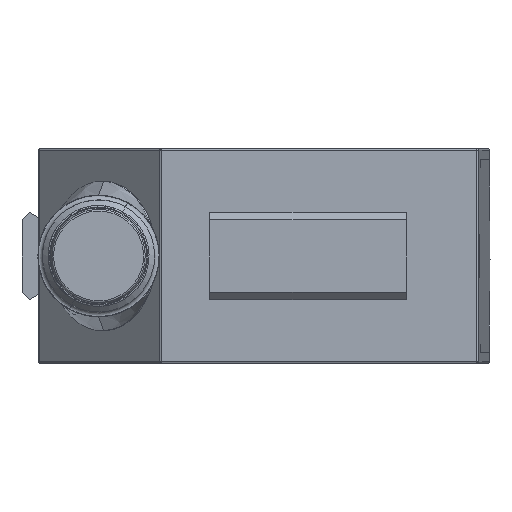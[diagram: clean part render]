
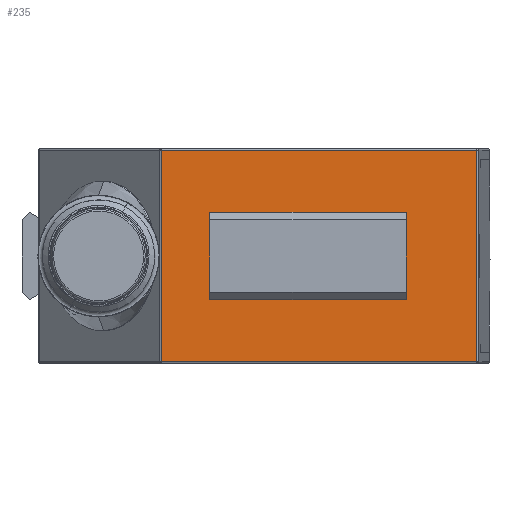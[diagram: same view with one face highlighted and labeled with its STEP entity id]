
A CAD part, front view. The second image highlights one B-rep face of the part: STEP entity #235.
In plain terms, the highlighted planar face has unit normal (0, -1, 0).
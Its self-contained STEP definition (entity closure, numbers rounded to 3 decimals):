
#235=ADVANCED_FACE('',(#730,#731),#732,.T.);
#730=FACE_OUTER_BOUND('',#3869,.T.);
#731=FACE_BOUND('',#3870,.T.);
#732=PLANE('',#3871);
#3869=EDGE_LOOP('',(#5855,#5856,#5857,#5858));
#3870=EDGE_LOOP('',(#5859,#5860,#5861,#5862));
#3871=AXIS2_PLACEMENT_3D('',#5863,#5864,#5865);
#5855=ORIENTED_EDGE('',*,*,#7083,.F.);
#5856=ORIENTED_EDGE('',*,*,#6918,.F.);
#5857=ORIENTED_EDGE('',*,*,#7084,.F.);
#5858=ORIENTED_EDGE('',*,*,#6956,.F.);
#5859=ORIENTED_EDGE('',*,*,#7085,.F.);
#5860=ORIENTED_EDGE('',*,*,#7086,.F.);
#5861=ORIENTED_EDGE('',*,*,#7087,.T.);
#5862=ORIENTED_EDGE('',*,*,#7088,.T.);
#5863=CARTESIAN_POINT('',(-24.799,-16.726,10.388));
#5864=DIRECTION('',(0.,-1.0,0.));
#5865=DIRECTION('',(-1.0,0.,0.));
#6918=EDGE_CURVE('',#7817,#7819,#7820,.T.);
#6956=EDGE_CURVE('',#7873,#7875,#7876,.F.);
#7083=EDGE_CURVE('',#7819,#7873,#8067,.T.);
#7084=EDGE_CURVE('',#7875,#7817,#8068,.F.);
#7085=EDGE_CURVE('',#8069,#8070,#8071,.T.);
#7086=EDGE_CURVE('',#8072,#8069,#8073,.T.);
#7087=EDGE_CURVE('',#8072,#8074,#8075,.T.);
#7088=EDGE_CURVE('',#8074,#8070,#8076,.T.);
#7817=VERTEX_POINT('',#9845);
#7819=VERTEX_POINT('',#9847);
#7820=LINE('',#9848,#9849);
#7873=VERTEX_POINT('',#9953);
#7875=VERTEX_POINT('',#9955);
#7876=LINE('',#9956,#9957);
#8067=LINE('',#10290,#10291);
#8068=LINE('',#10292,#10293);
#8069=VERTEX_POINT('',#10294);
#8070=VERTEX_POINT('',#10295);
#8071=LINE('',#10296,#10297);
#8072=VERTEX_POINT('',#10298);
#8073=LINE('',#10299,#10300);
#8074=VERTEX_POINT('',#10301);
#8075=LINE('',#10302,#10303);
#8076=LINE('',#10304,#10305);
#9845=CARTESIAN_POINT('',(-11.716,-16.726,10.188));
#9847=CARTESIAN_POINT('',(22.077,-16.726,10.188));
#9848=CARTESIAN_POINT('',(-0.698,-16.726,10.188));
#9849=VECTOR('',#11158,1.0);
#9953=CARTESIAN_POINT('',(22.077,-16.726,-12.412));
#9955=CARTESIAN_POINT('',(-11.716,-16.726,-12.412));
#9956=CARTESIAN_POINT('',(-0.698,-16.726,-12.412));
#9957=VECTOR('',#11220,1.0);
#10290=CARTESIAN_POINT('',(22.077,-16.726,-1.112));
#10291=VECTOR('',#11464,1.0);
#10292=CARTESIAN_POINT('',(-11.716,-16.726,-1.112));
#10293=VECTOR('',#11465,1.0);
#10294=CARTESIAN_POINT('',(-6.499,-16.726,2.988));
#10295=CARTESIAN_POINT('',(-6.499,-16.726,-5.212));
#10296=CARTESIAN_POINT('',(-6.499,-16.726,-1.112));
#10297=VECTOR('',#11466,1.0);
#10298=CARTESIAN_POINT('',(14.501,-16.726,2.988));
#10299=CARTESIAN_POINT('',(4.001,-16.726,2.988));
#10300=VECTOR('',#11467,1.0);
#10301=CARTESIAN_POINT('',(14.501,-16.726,-5.212));
#10302=CARTESIAN_POINT('',(14.501,-16.726,-1.112));
#10303=VECTOR('',#11468,1.0);
#10304=CARTESIAN_POINT('',(4.001,-16.726,-5.212));
#10305=VECTOR('',#11469,1.0);
#11158=DIRECTION('',(1.0,0.,0.));
#11220=DIRECTION('',(1.0,0.,0.));
#11464=DIRECTION('',(0.,0.,-1.0));
#11465=DIRECTION('',(0.,0.,-1.0));
#11466=DIRECTION('',(0.,0.,-1.0));
#11467=DIRECTION('',(-1.0,0.,0.));
#11468=DIRECTION('',(0.,0.,-1.0));
#11469=DIRECTION('',(-1.0,0.,0.));
